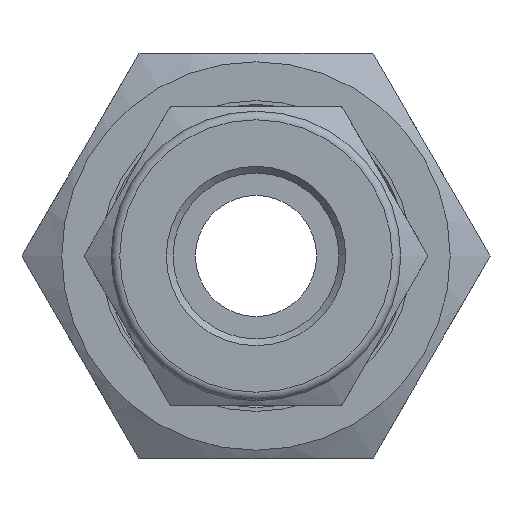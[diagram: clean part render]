
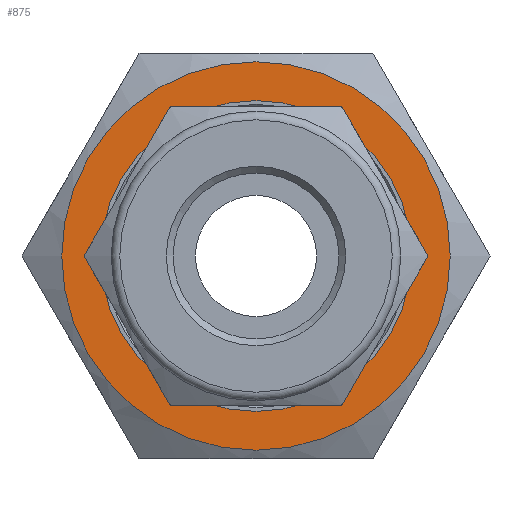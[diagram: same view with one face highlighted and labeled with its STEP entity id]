
A CAD part, left-side view. The second image highlights one B-rep face of the part: STEP entity #875.
In plain terms, the highlighted planar face has unit normal (-1, 0, 0).
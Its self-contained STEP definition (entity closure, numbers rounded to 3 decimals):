
#55=FACE_BOUND('',#222,.T.);
#82=CIRCLE('',#952,7.5);
#102=CIRCLE('',#995,11.406);
#158=FACE_OUTER_BOUND('',#221,.T.);
#221=EDGE_LOOP('',(#745));
#222=EDGE_LOOP('',(#746));
#392=VERTEX_POINT('',#1430);
#421=VERTEX_POINT('',#1554);
#487=EDGE_CURVE('',#392,#392,#82,.T.);
#535=EDGE_CURVE('',#421,#421,#102,.T.);
#745=ORIENTED_EDGE('',*,*,#535,.F.);
#746=ORIENTED_EDGE('',*,*,#487,.T.);
#828=PLANE('',#994);
#875=ADVANCED_FACE('',(#158,#55),#828,.T.);
#952=AXIS2_PLACEMENT_3D('',#1431,#1126,#1127);
#994=AXIS2_PLACEMENT_3D('',#1553,#1226,#1227);
#995=AXIS2_PLACEMENT_3D('',#1555,#1228,#1229);
#1126=DIRECTION('center_axis',(1.,0.,0.));
#1127=DIRECTION('ref_axis',(0.,1.,0.));
#1226=DIRECTION('center_axis',(-1.,0.,0.));
#1227=DIRECTION('ref_axis',(0.,0.,1.));
#1228=DIRECTION('center_axis',(1.,0.,0.));
#1229=DIRECTION('ref_axis',(0.,0.,-1.));
#1430=CARTESIAN_POINT('',(19.415,-7.5,0.));
#1431=CARTESIAN_POINT('Origin',(19.415,0.,
0.));
#1553=CARTESIAN_POINT('Origin',(19.415,11.406,0.));
#1554=CARTESIAN_POINT('',(19.415,-11.406,0.));
#1555=CARTESIAN_POINT('Origin',(19.415,0.,
0.));
